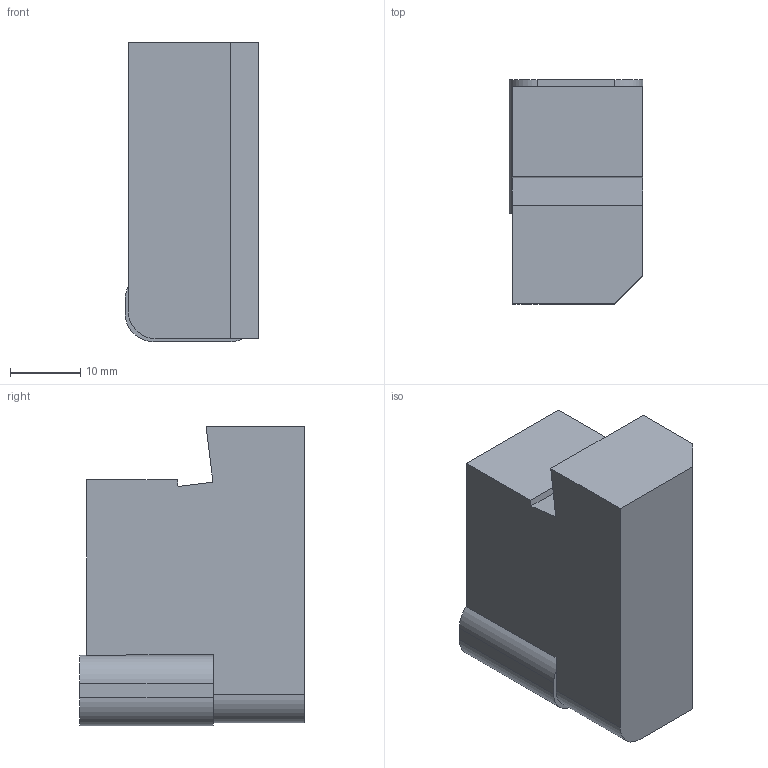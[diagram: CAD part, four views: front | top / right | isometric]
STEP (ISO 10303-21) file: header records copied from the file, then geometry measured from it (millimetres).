
FILE_DESCRIPTION(/* description */ (''),/* implementation_level */ '2;1');
FILE_NAME(/* name */ '1591250844425.stp',/* time_stamp */ '2020-06-04T11:37:59+05:00',/* author */ (''),/* organization */ ('SMS'),/* preprocessor_version */ 'ST-DEVELOPER v16.7',/* originating_system */ 'SIEMENS PLM Software NX 12.0',/* authorisation */ '');
FILE_SCHEMA (('AUTOMOTIVE_DESIGN { 1 0 10303 214 3 1 1 1 }'));
Length unit declared in the file: millimetre
Products named in the file (4): ASSEMBLY_CONSTRUCTION; 203022377mod000_00; 203024320mod000_00; 203024318mod000_00
Assembly tree (3 placements, depth 2):
  203024318mod000_00
    203024320mod000_00
    203022377mod000_00
    ASSEMBLY_CONSTRUCTION
Bounding box: 19.05 x 32 x 42.6 mm (x, y, z)
Volume: 21219.2 mm3; surface area: 6084.3 mm2
Topology: 2 solids, 2 shells, 25 faces, 65 edges, 51 vertices
Faces by surface type: plane 19, cylinder 6
Full cylindrical faces by diameter (mm): 6.35 x1
Entity records: 1024 total; most frequent: CARTESIAN_POINT 227, DIRECTION 144, ORIENTED_EDGE 124, EDGE_CURVE 62, LINE 50, VECTOR 50, AXIS2_PLACEMENT_3D 47, VERTEX_POINT 42
